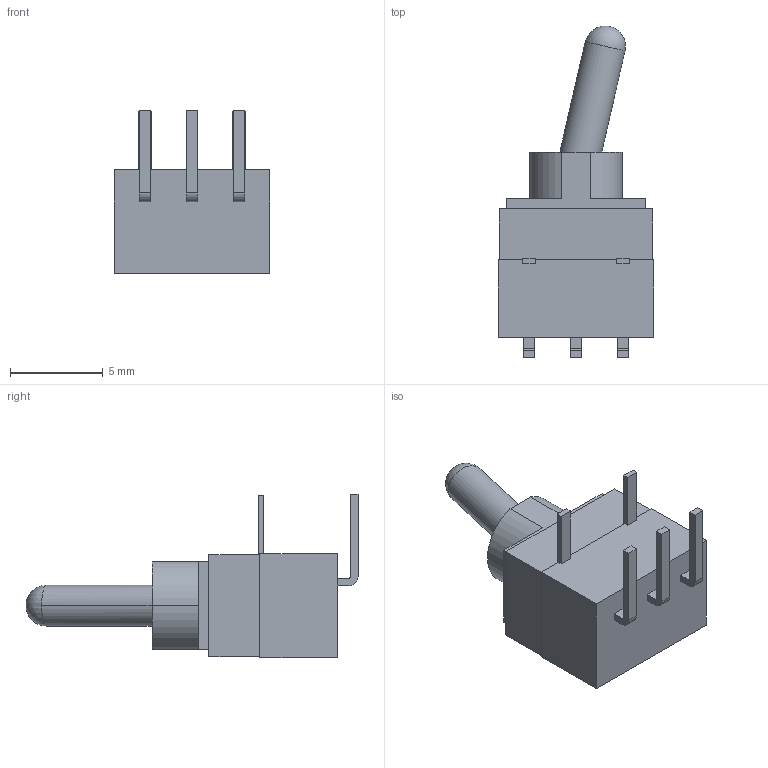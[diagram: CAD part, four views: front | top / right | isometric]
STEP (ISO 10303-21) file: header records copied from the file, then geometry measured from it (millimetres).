
FILE_DESCRIPTION(('STEP AP214'),'1');
FILE_NAME('19827.stp','2018-09-10T17:12:46',('TraceParts'),('TraceParts S.A.'),'Spatial InterOp 3D',' ',' ');
FILE_SCHEMA(('automotive_design'));
Length unit declared in the file: millimetre
Products named in the file (2): 19827_1; 19827_2
Bounding box: 8.4 x 17.91 x 8.8 mm (x, y, z)
Volume: 420.3 mm3; surface area: 465.6 mm2
Topology: 2 solids, 2 shells, 79 faces, 214 edges, 142 vertices
Faces by surface type: plane 54, cylinder 20, sphere 3, cone 2
Entity records: 5003 total; most frequent: CARTESIAN_POINT 555, STYLED_ITEM 433, PRESENTATION_STYLE_ASSIGNMENT 433, COLOUR_RGB 433, ORIENTED_EDGE 424, DIRECTION 412, EDGE_CURVE 212, CURVE_STYLE 212
